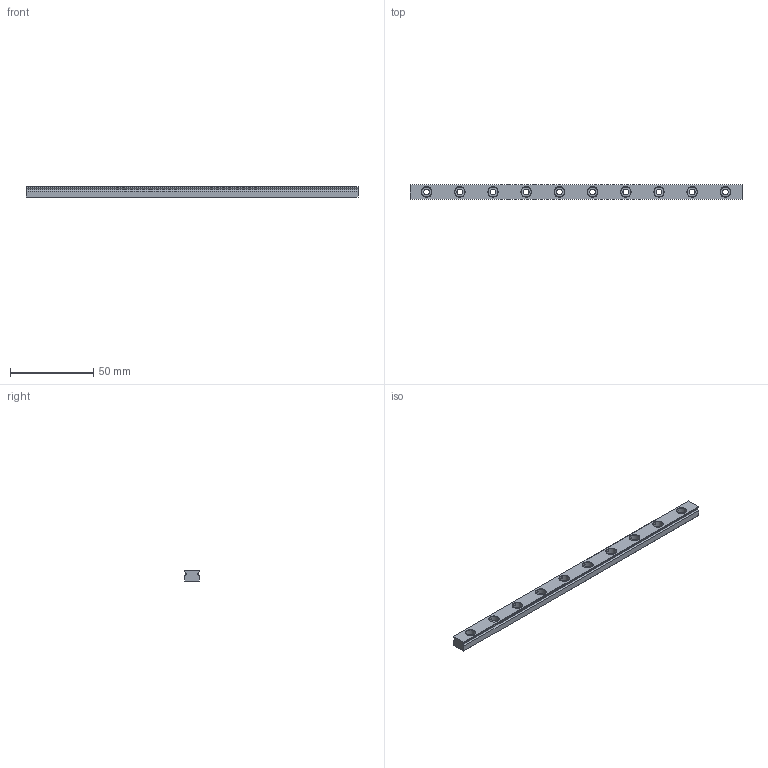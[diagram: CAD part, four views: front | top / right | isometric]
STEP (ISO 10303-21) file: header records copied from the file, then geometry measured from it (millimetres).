
FILE_DESCRIPTION(('FreeCAD Model'),'2;1');
FILE_NAME('Open CASCADE Shape Model','2022-08-21T17:31:26',('demonlibra' ),(''),'Open CASCADE STEP processor 7.6','FreeCAD','Unknown');
FILE_SCHEMA(('AUTOMOTIVE_DESIGN { 1 0 10303 214 1 1 1 1 }'));
Length unit declared in the file: millimetre
Products named in the file (1): Hiwin rail MGNR9R200
Bounding box: 200 x 9 x 6.5 mm (x, y, z)
Volume: 9755.4 mm3; surface area: 7758.3 mm2
Topology: 1 solids, 1 shells, 72 faces, 160 edges, 100 vertices
Faces by surface type: plane 28, cylinder 24, cone 20
Full cylindrical faces by diameter (mm): 3.5 x10, 6 x10
Entity records: 4188 total; most frequent: CARTESIAN_POINT 761, DIRECTION 676, LINE 364, VECTOR 364, ORIENTED_EDGE 320, PCURVE 320, DEFINITIONAL_REPRESENTATION 320, EDGE_CURVE 160
